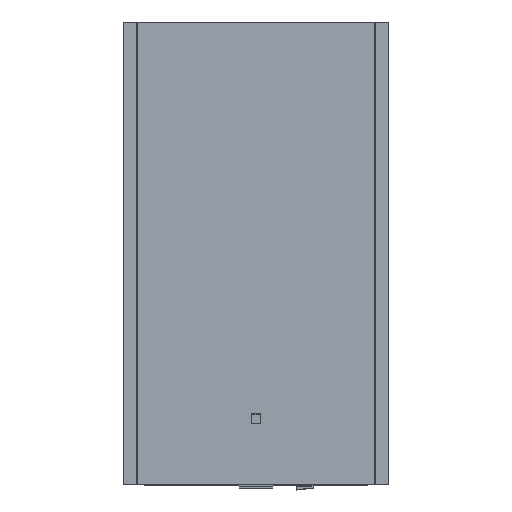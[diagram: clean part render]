
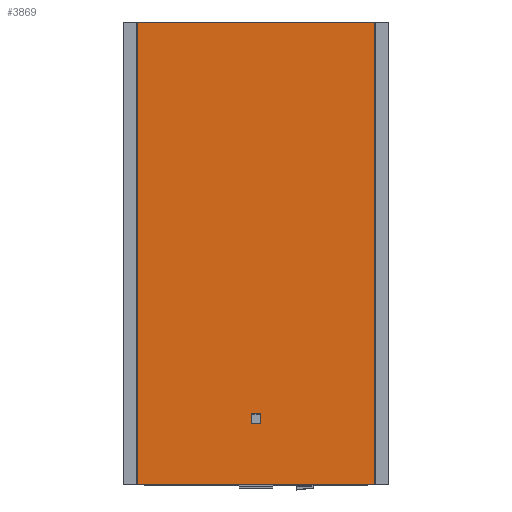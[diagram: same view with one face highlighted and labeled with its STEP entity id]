
A CAD part, top view. The second image highlights one B-rep face of the part: STEP entity #3869.
In plain terms, the highlighted planar face has unit normal (0, 0, 1).
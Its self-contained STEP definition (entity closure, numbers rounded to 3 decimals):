
#209 = DIRECTION ( 'NONE',  ( 1., 0., 0. ) ) ;
#265 = DIRECTION ( 'NONE',  ( 1., 0., 0. ) ) ;
#306 = CARTESIAN_POINT ( 'NONE',  ( -7.5, -242.5, 4. ) ) ;
#337 = DIRECTION ( 'NONE',  ( 0., -1., 0. ) ) ;
#389 = VECTOR ( 'NONE', #5086, 1000. ) ;
#430 = EDGE_CURVE ( 'NONE', #5706, #1445, #5786, .T. ) ;
#457 = CARTESIAN_POINT ( 'NONE',  ( -200., -350., 4. ) ) ;
#566 = ORIENTED_EDGE ( 'NONE', *, *, #1701, .T. ) ;
#582 = CARTESIAN_POINT ( 'NONE',  ( 179.5, -350., 4. ) ) ;
#639 = FACE_BOUND ( 'NONE', #5996, .T. ) ;
#653 = LINE ( 'NONE', #5167, #5820 ) ;
#665 = VERTEX_POINT ( 'NONE', #5177 ) ;
#714 = CARTESIAN_POINT ( 'NONE',  ( 7.5, -242.5, 4. ) ) ;
#1042 = ORIENTED_EDGE ( 'NONE', *, *, #430, .F. ) ;
#1235 = DIRECTION ( 'NONE',  ( 0., 1., 0. ) ) ;
#1316 = CARTESIAN_POINT ( 'NONE',  ( -179.5, -350., 4. ) ) ;
#1445 = VERTEX_POINT ( 'NONE', #5649 ) ;
#1542 = EDGE_LOOP ( 'NONE', ( #1042, #5242, #566, #6258 ) ) ;
#1664 = CARTESIAN_POINT ( 'NONE',  ( -7.5, -242.5, 4. ) ) ;
#1676 = VECTOR ( 'NONE', #6238, 1000. ) ;
#1701 = EDGE_CURVE ( 'NONE', #4424, #5627, #2000, .T. ) ;
#1915 = VECTOR ( 'NONE', #209, 1000. ) ;
#1932 = EDGE_CURVE ( 'NONE', #5627, #1445, #3407, .T. ) ;
#2000 = LINE ( 'NONE', #457, #389 ) ;
#2081 = VECTOR ( 'NONE', #265, 1000. ) ;
#2317 = DIRECTION ( 'NONE',  ( 0., 0., 1. ) ) ;
#2753 = VERTEX_POINT ( 'NONE', #5751 ) ;
#2831 = CARTESIAN_POINT ( 'NONE',  ( -200., 350., 4. ) ) ;
#2958 = ORIENTED_EDGE ( 'NONE', *, *, #3542, .F. ) ;
#2994 = LINE ( 'NONE', #306, #5126 ) ;
#3183 = ORIENTED_EDGE ( 'NONE', *, *, #6220, .F. ) ;
#3294 = VECTOR ( 'NONE', #1235, 1000. ) ;
#3407 = LINE ( 'NONE', #3934, #5953 ) ;
#3424 = AXIS2_PLACEMENT_3D ( 'NONE', #4726, #2317, #4833 ) ;
#3542 = EDGE_CURVE ( 'NONE', #6365, #2753, #5298, .T. ) ;
#3662 = DIRECTION ( 'NONE',  ( -1., 0., 0. ) ) ;
#3709 = EDGE_CURVE ( 'NONE', #5474, #6365, #2994, .T. ) ;
#3814 = PLANE ( 'NONE',  #3424 ) ;
#3869 = ADVANCED_FACE ( 'NONE', ( #639, #4256 ), #3814, .T. ) ;
#3887 = ORIENTED_EDGE ( 'NONE', *, *, #3709, .F. ) ;
#3934 = CARTESIAN_POINT ( 'NONE',  ( 179.5, 350., 4. ) ) ;
#4060 = CARTESIAN_POINT ( 'NONE',  ( -179.5, 350., 4. ) ) ;
#4207 = LINE ( 'NONE', #5253, #1676 ) ;
#4256 = FACE_OUTER_BOUND ( 'NONE', #1542, .T. ) ;
#4298 = CARTESIAN_POINT ( 'NONE',  ( -7.5, -257.5, 4. ) ) ;
#4424 = VERTEX_POINT ( 'NONE', #1316 ) ;
#4460 = ORIENTED_EDGE ( 'NONE', *, *, #4771, .F. ) ;
#4726 = CARTESIAN_POINT ( 'NONE',  ( 0., 0., 4. ) ) ;
#4771 = EDGE_CURVE ( 'NONE', #665, #5474, #653, .T. ) ;
#4833 = DIRECTION ( 'NONE',  ( 1., 0., 0. ) ) ;
#5086 = DIRECTION ( 'NONE',  ( 1., 0., 0. ) ) ;
#5126 = VECTOR ( 'NONE', #337, 1000. ) ;
#5167 = CARTESIAN_POINT ( 'NONE',  ( -7.5, -242.5, 4. ) ) ;
#5177 = CARTESIAN_POINT ( 'NONE',  ( 7.5, -242.5, 4. ) ) ;
#5242 = ORIENTED_EDGE ( 'NONE', *, *, #5480, .T. ) ;
#5253 = CARTESIAN_POINT ( 'NONE',  ( -179.5, -350., 4. ) ) ;
#5298 = LINE ( 'NONE', #4298, #1915 ) ;
#5429 = CARTESIAN_POINT ( 'NONE',  ( -7.5, -257.5, 4. ) ) ;
#5474 = VERTEX_POINT ( 'NONE', #1664 ) ;
#5480 = EDGE_CURVE ( 'NONE', #5706, #4424, #4207, .T. ) ;
#5627 = VERTEX_POINT ( 'NONE', #582 ) ;
#5649 = CARTESIAN_POINT ( 'NONE',  ( 179.5, 350., 4. ) ) ;
#5688 = LINE ( 'NONE', #714, #3294 ) ;
#5706 = VERTEX_POINT ( 'NONE', #4060 ) ;
#5751 = CARTESIAN_POINT ( 'NONE',  ( 7.5, -257.5, 4. ) ) ;
#5786 = LINE ( 'NONE', #2831, #2081 ) ;
#5820 = VECTOR ( 'NONE', #3662, 1000. ) ;
#5953 = VECTOR ( 'NONE', #6399, 1000. ) ;
#5996 = EDGE_LOOP ( 'NONE', ( #3183, #2958, #3887, #4460 ) ) ;
#6220 = EDGE_CURVE ( 'NONE', #2753, #665, #5688, .T. ) ;
#6238 = DIRECTION ( 'NONE',  ( 0., -1., 0. ) ) ;
#6258 = ORIENTED_EDGE ( 'NONE', *, *, #1932, .T. ) ;
#6365 = VERTEX_POINT ( 'NONE', #5429 ) ;
#6399 = DIRECTION ( 'NONE',  ( 0., 1., 0. ) ) ;
